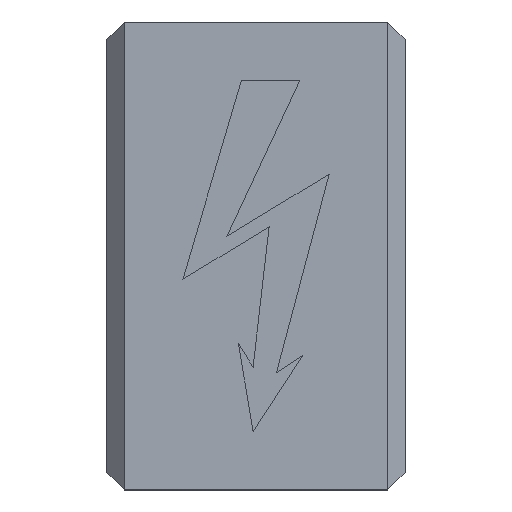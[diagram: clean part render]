
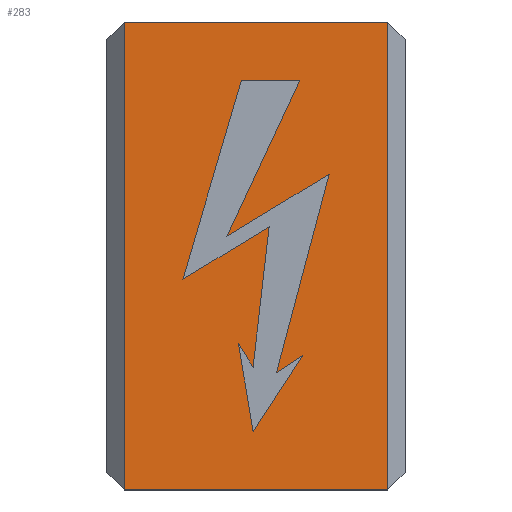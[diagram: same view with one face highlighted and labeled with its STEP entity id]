
A CAD part, top view. The second image highlights one B-rep face of the part: STEP entity #283.
In plain terms, the highlighted planar face has unit normal (0, 0, 1).
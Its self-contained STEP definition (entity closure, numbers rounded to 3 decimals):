
#247=AXIS2_PLACEMENT_3D('Plane Axis2P3D',#244,#245,#246) ;
#244=CARTESIAN_POINT('Axis2P3D Location',(2.55,4.,5.8)) ;
#249=CARTESIAN_POINT('Line Origine',(2.55,8.,5.8)) ;
#253=CARTESIAN_POINT('Vertex',(4.8,8.,5.8)) ;
#255=CARTESIAN_POINT('Vertex',(0.3,8.,5.8)) ;
#258=CARTESIAN_POINT('Line Origine',(0.3,4.,5.8)) ;
#262=CARTESIAN_POINT('Vertex',(0.3,0.,5.8)) ;
#265=CARTESIAN_POINT('Line Origine',(2.55,0.,5.8)) ;
#269=CARTESIAN_POINT('Vertex',(4.8,0.,5.8)) ;
#272=CARTESIAN_POINT('Line Origine',(4.8,4.,5.8)) ;
#245=DIRECTION('Axis2P3D Direction',(0.,0.,1.)) ;
#246=DIRECTION('Axis2P3D XDirection',(-1.,0.,0.)) ;
#250=DIRECTION('Vector Direction',(1.,0.,0.)) ;
#259=DIRECTION('Vector Direction',(0.,-1.,0.)) ;
#266=DIRECTION('Vector Direction',(-1.,0.,0.)) ;
#273=DIRECTION('Vector Direction',(0.,1.,0.)) ;
#251=VECTOR('Line Direction',#250,1.) ;
#260=VECTOR('Line Direction',#259,1.) ;
#267=VECTOR('Line Direction',#266,1.) ;
#274=VECTOR('Line Direction',#273,1.) ;
#278=ORIENTED_EDGE('',*,*,#257,.T.) ;
#279=ORIENTED_EDGE('',*,*,#264,.T.) ;
#280=ORIENTED_EDGE('',*,*,#271,.T.) ;
#281=ORIENTED_EDGE('',*,*,#276,.T.) ;
#283=ADVANCED_FACE('S3D gedreht',(#282),#248,.T.) ;
#257=EDGE_CURVE('',#254,#256,#252,.F.) ;
#264=EDGE_CURVE('',#256,#263,#261,.T.) ;
#271=EDGE_CURVE('',#263,#270,#268,.F.) ;
#276=EDGE_CURVE('',#270,#254,#275,.T.) ;
#277=EDGE_LOOP('',(#278,#279,#280,#281)) ;
#282=FACE_OUTER_BOUND('',#277,.T.) ;
#252=LINE('Line',#249,#251) ;
#261=LINE('Line',#258,#260) ;
#268=LINE('Line',#265,#267) ;
#275=LINE('Line',#272,#274) ;
#248=PLANE('',#247) ;
#254=VERTEX_POINT('',#253) ;
#256=VERTEX_POINT('',#255) ;
#263=VERTEX_POINT('',#262) ;
#270=VERTEX_POINT('',#269) ;
